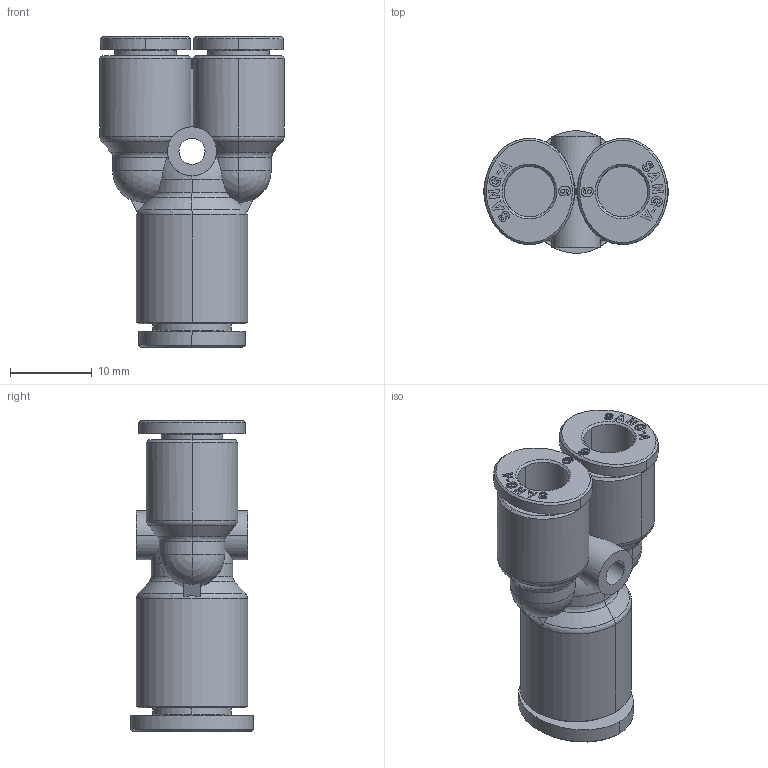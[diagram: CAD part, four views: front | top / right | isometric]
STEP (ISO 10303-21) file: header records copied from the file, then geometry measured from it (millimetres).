
FILE_DESCRIPTION((''),'2;1');
FILE_NAME('GPW_0806(3D).stp','2012-12-27T14:50:46',(''),(''),'Mechanical Desktop.R8.0.24.0','Mechanical Desktop.R8.0.24.0',', , ');
FILE_SCHEMA(('CONFIG_CONTROL_DESIGN'));
Length unit declared in the file: millimetre
Products named in the file (2): GPW_0806(3D); ºÎÇ°1
Assembly tree (1 placements, depth 2):
  GPW_0806(3D)
    ºÎÇ°1
Bounding box: 22.6 x 15 x 38.05 mm (x, y, z)
Volume: 4215.6 mm3; surface area: 4082.5 mm2
Topology: 1 solids, 1 shells, 885 faces, 2490 edges, 1642 vertices
Faces by surface type: plane 684, bspline 98, cylinder 64, cone 23, sphere 9, torus 7
Entity records: 31005 total; most frequent: CARTESIAN_POINT 8269, ORIENTED_EDGE 4960, DIRECTION 4336, EDGE_CURVE 2480, VECTOR 2048, LINE 2048, VERTEX_POINT 1642, AXIS2_PLACEMENT_3D 1144
